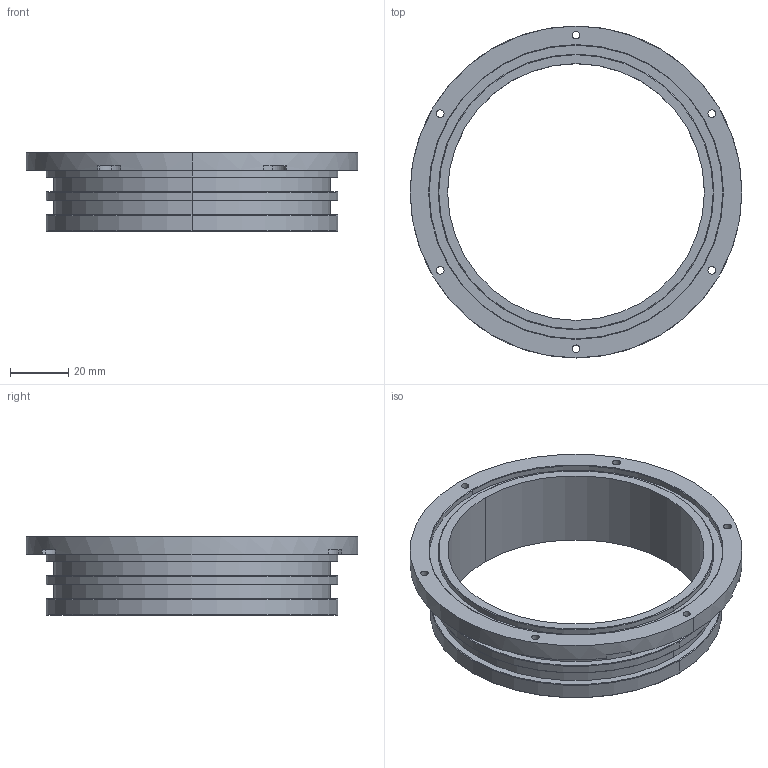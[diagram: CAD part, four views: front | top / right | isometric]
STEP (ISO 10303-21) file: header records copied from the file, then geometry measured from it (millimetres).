
FILE_DESCRIPTION (( 'STEP AP214' ), '1' );
FILE_NAME ('WTE4-M-FLANGE-SEAL-R3.STEP', '2018-10-16T22:45:45', ( '' ), ( '' ), 'SwSTEP 2.0', 'SolidWorks 2016', '' );
FILE_SCHEMA (( 'AUTOMOTIVE_DESIGN' ));
Length unit declared in the file: millimetre
Products named in the file (1): WTE4-M-FLANGE-SEAL-R3
Bounding box: 114.3 x 114.3 x 27 mm (x, y, z)
Volume: 52025.5 mm3; surface area: 28901.5 mm2
Topology: 1 solids, 1 shells, 91 faces, 216 edges, 138 vertices
Faces by surface type: cylinder 44, plane 25, cone 22
Entity records: 2730 total; most frequent: DIRECTION 522, CARTESIAN_POINT 446, ORIENTED_EDGE 432, EDGE_CURVE 216, AXIS2_PLACEMENT_3D 214, VERTEX_POINT 138, CIRCLE 122, EDGE_LOOP 116
